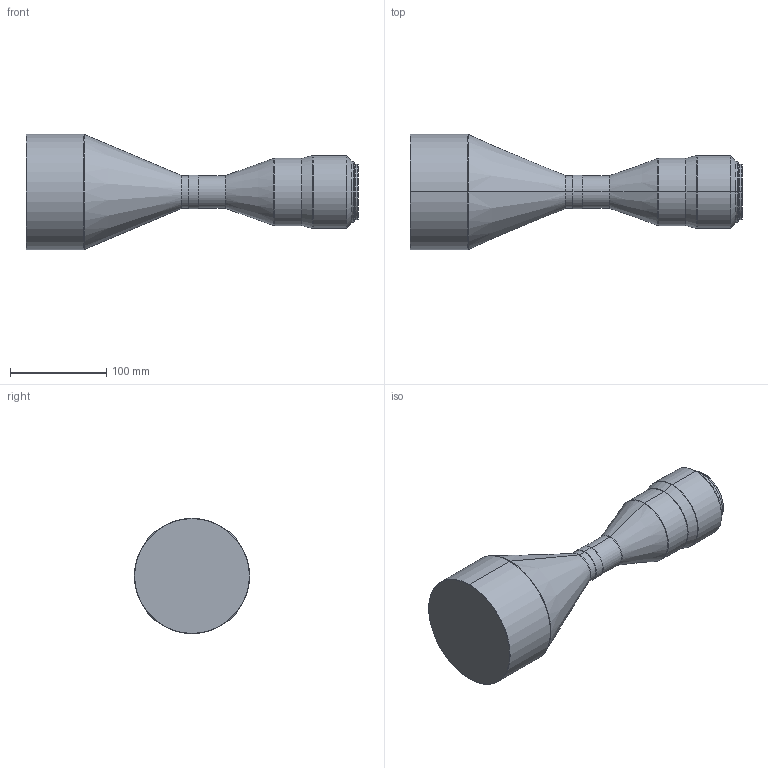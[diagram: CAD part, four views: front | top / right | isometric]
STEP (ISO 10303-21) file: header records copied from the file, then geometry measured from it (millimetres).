
FILE_DESCRIPTION (( 'STEP AP203' ), '1' );
FILE_NAME ('DTCM35FH-90-M58-AL.STEP', '2019-11-18T07:12:12', ( 'Windows 蚚誧' ), ( '' ), 'SwSTEP 2.0', 'SolidWorks 2017', '' );
FILE_SCHEMA (( 'CONFIG_CONTROL_DESIGN' ));
Length unit declared in the file: millimetre
Products named in the file (1): DTCM35FH-90-M58-AL
Bounding box: 345.3 x 120 x 120 mm (x, y, z)
Volume: 1712399.2 mm3; surface area: 98099.9 mm2
Topology: 1 solids, 1 shells, 50 faces, 98 edges, 54 vertices
Faces by surface type: cylinder 18, cone 14, torus 12, plane 6
Entity records: 1353 total; most frequent: DIRECTION 266, CARTESIAN_POINT 203, ORIENTED_EDGE 196, AXIS2_PLACEMENT_3D 117, EDGE_CURVE 98, CIRCLE 66, EDGE_LOOP 54, VERTEX_POINT 54
